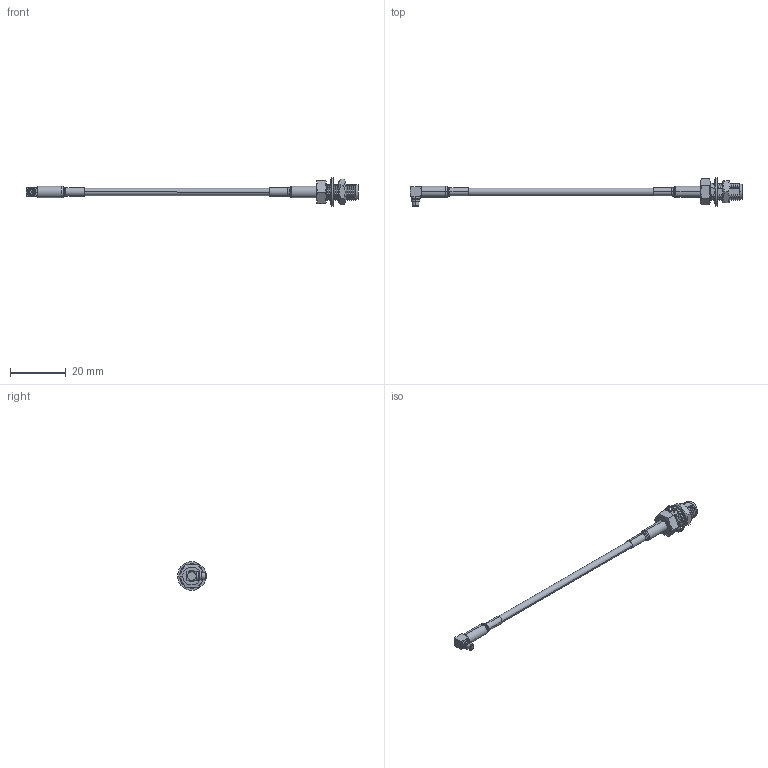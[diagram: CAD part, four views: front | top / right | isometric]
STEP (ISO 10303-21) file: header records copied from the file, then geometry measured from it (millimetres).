
FILE_DESCRIPTION (( 'STEP AP214' ), '1' );
FILE_NAME ('CAB.01402_Web.STEP', '2020-01-15T06:26:26', ( '' ), ( '' ), 'SwSTEP 2.0', 'SolidWorks 2017', '' );
FILE_SCHEMA (( 'AUTOMOTIVE_DESIGN' ));
Length unit declared in the file: millimetre
Products named in the file (2): CAB.01402_Web
Bounding box: 118.8 x 10.35 x 10.2 mm (x, y, z)
Surface area: 2100.6 mm2 (no closed solid volume)
Topology: 0 solids, 11 shells, 188 faces, 528 edges, 330 vertices
Faces by surface type: bspline 92, cylinder 44, plane 36, cone 16
Full cylindrical faces by diameter (mm): 3 x1
Entity records: 23162 total; most frequent: CARTESIAN_POINT 19355, ORIENTED_EDGE 935, EDGE_CURVE 505, DIRECTION 497, VERTEX_POINT 330, B_SPLINE_CURVE_WITH_KNOTS 242, EDGE_LOOP 203, AXIS2_PLACEMENT_3D 195
